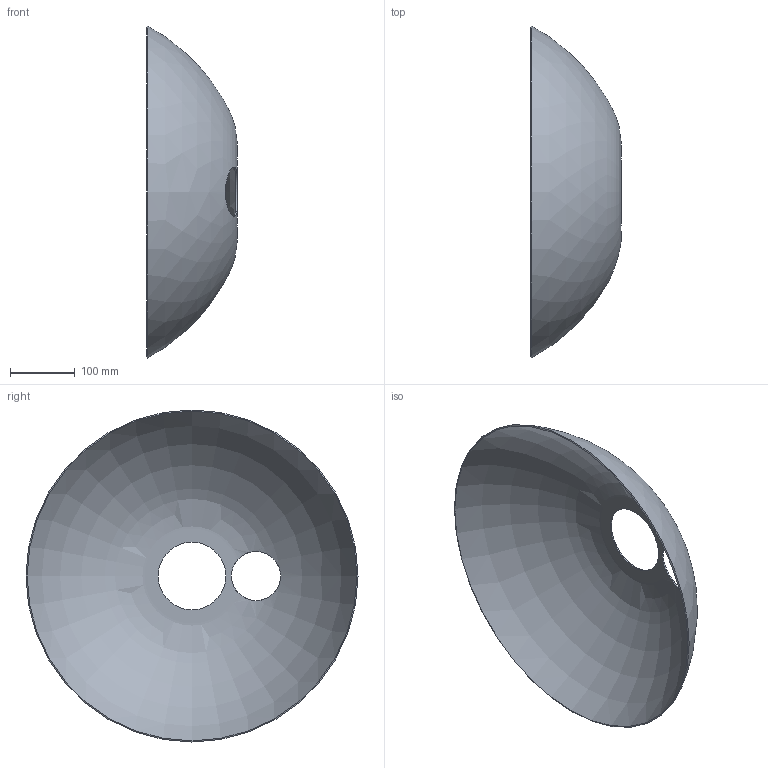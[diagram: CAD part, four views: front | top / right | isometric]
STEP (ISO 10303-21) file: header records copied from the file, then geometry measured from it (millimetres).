
FILE_DESCRIPTION(/* description */ ('Back Inner Hemisphere'),/* implementation_level */ '2;1');
FILE_NAME(/* name */ 'INT-207-02-001.stp',/* time_stamp */ '2022-08-06T22:51:40+05:00',/* author */ ('Дом'),/* organization */ (''),/* preprocessor_version */ 'ST-DEVELOPER v19',/* originating_system */ 'Autodesk Inventor 2023',/* authorisation */ '');
FILE_SCHEMA (('AUTOMOTIVE_DESIGN { 1 0 10303 214 3 1 1 }'));
Length unit declared in the file: millimetre
Products named in the file (1): INT-207-02-001
Bounding box: 140 x 513.54 x 513.54 mm (x, y, z)
Volume: 532244.2 mm3; surface area: 536928.6 mm2
Topology: 1 solids, 1 shells, 5 faces, 21 edges, 14 vertices
Faces by surface type: bspline 2, cylinder 2, cone 1
Full cylindrical faces by diameter (mm): 76 x1, 105 x1
Entity records: 992 total; most frequent: CARTESIAN_POINT 789, ORIENTED_EDGE 42, DIRECTION 27, EDGE_CURVE 21, VERTEX_POINT 14, AXIS2_PLACEMENT_3D 12, B_SPLINE_CURVE_WITH_KNOTS 8, CIRCLE 8
